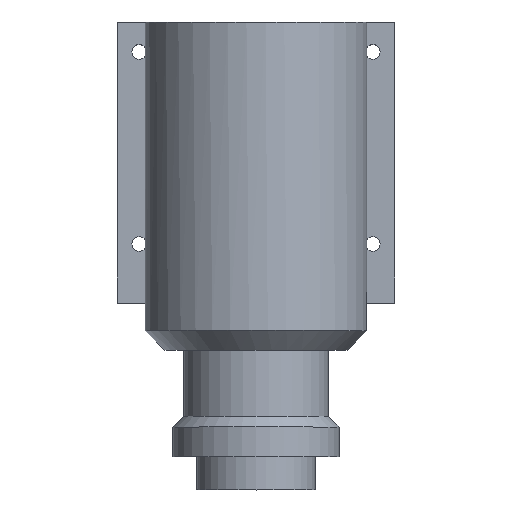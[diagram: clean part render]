
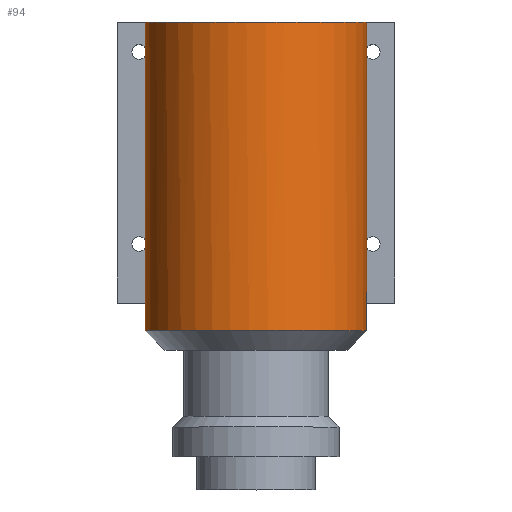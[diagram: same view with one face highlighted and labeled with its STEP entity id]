
A CAD part, top view. The second image highlights one B-rep face of the part: STEP entity #94.
In plain terms, the highlighted cylindrical face has radius 75 mm (diameter 150 mm), a full revolution.
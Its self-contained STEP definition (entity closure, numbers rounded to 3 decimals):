
#55=FACE_BOUND('',#145,.T.);
#56=FACE_BOUND('',#146,.T.);
#77=CYLINDRICAL_SURFACE('',#401,75.);
#94=ADVANCED_FACE('',(#55,#56),#77,.T.);
#145=EDGE_LOOP('',(#258));
#146=EDGE_LOOP('',(#259,#260,#261,#262));
#168=LINE('',#547,#186);
#170=LINE('',#551,#188);
#186=VECTOR('',#435,1.);
#188=VECTOR('',#439,1.);
#258=ORIENTED_EDGE('',*,*,#342,.T.);
#259=ORIENTED_EDGE('',*,*,#322,.T.);
#260=ORIENTED_EDGE('',*,*,#310,.T.);
#261=ORIENTED_EDGE('',*,*,#320,.T.);
#262=ORIENTED_EDGE('',*,*,#333,.F.);
#278=VERTEX_POINT('',#527);
#279=VERTEX_POINT('',#528);
#287=VERTEX_POINT('',#546);
#289=VERTEX_POINT('',#552);
#302=VERTEX_POINT('',#596);
#310=EDGE_CURVE('',#278,#279,#350,.T.);
#320=EDGE_CURVE('',#279,#287,#168,.T.);
#322=EDGE_CURVE('',#289,#278,#170,.T.);
#333=EDGE_CURVE('',#289,#287,#357,.T.);
#342=EDGE_CURVE('',#302,#302,#364,.T.);
#350=CIRCLE('',#373,75.);
#357=CIRCLE('',#386,75.);
#364=CIRCLE('',#400,75.);
#373=AXIS2_PLACEMENT_3D('',#526,#419,#420);
#386=AXIS2_PLACEMENT_3D('',#573,#461,#462);
#400=AXIS2_PLACEMENT_3D('',#595,#491,#492);
#401=AXIS2_PLACEMENT_3D('',#597,#493,#494);
#419=DIRECTION('',(0.,-1.,0.));
#420=DIRECTION('',(1.,0.,0.));
#435=DIRECTION('',(0.,1.,0.));
#439=DIRECTION('',(0.,-1.,0.));
#461=DIRECTION('',(0.,1.,0.));
#462=DIRECTION('',(1.,0.,0.));
#491=DIRECTION('',(0.,1.,0.));
#492=DIRECTION('',(0.,0.,-1.));
#493=DIRECTION('',(0.,1.,0.));
#494=DIRECTION('',(0.,0.,1.));
#526=CARTESIAN_POINT('',(150.,2.,83.));
#527=CARTESIAN_POINT('',(95.536,2.,31.438));
#528=CARTESIAN_POINT('',(204.464,2.,31.438));
#546=CARTESIAN_POINT('',(204.464,192.,31.438));
#547=CARTESIAN_POINT('',(204.464,2.,31.438));
#551=CARTESIAN_POINT('',(95.536,2.,31.438));
#552=CARTESIAN_POINT('',(95.536,192.,31.438));
#573=CARTESIAN_POINT('',(150.,192.,83.));
#595=CARTESIAN_POINT('',(150.,-16.76,83.));
#596=CARTESIAN_POINT('',(150.,-16.76,8.));
#597=CARTESIAN_POINT('',(150.,2.,83.));
